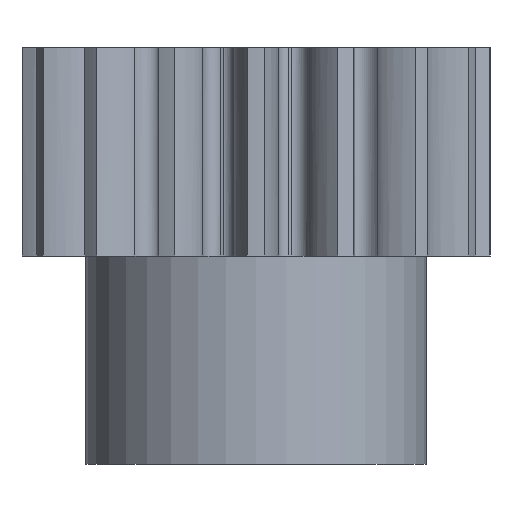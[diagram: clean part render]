
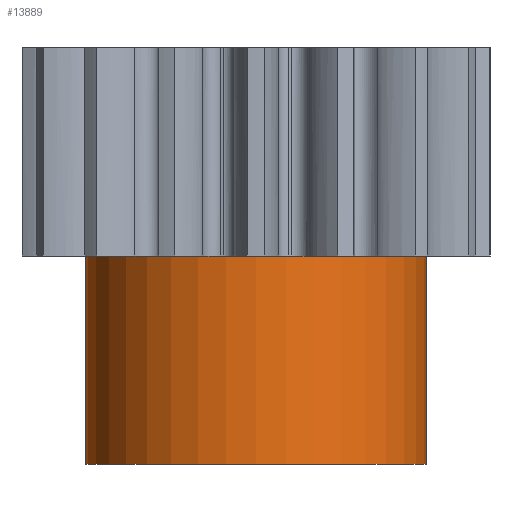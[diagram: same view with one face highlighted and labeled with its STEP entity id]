
A CAD part, front view. The second image highlights one B-rep face of the part: STEP entity #13889.
In plain terms, the highlighted cylindrical face has radius 5.199 mm (diameter 10.399 mm), a partial arc.
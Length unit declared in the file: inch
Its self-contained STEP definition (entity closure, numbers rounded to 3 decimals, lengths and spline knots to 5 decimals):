
#658 = DIRECTION ( 'NONE',  ( 0., 0., -1. ) ) ;
#685 = EDGE_CURVE ( 'NONE', #3434, #4637, #13295, .T. ) ;
#2038 = AXIS2_PLACEMENT_3D ( 'NONE', #9605, #658, #6089 ) ;
#2436 = CARTESIAN_POINT ( 'NONE',  ( -0.2047, 0., -0.25 ) ) ;
#3109 = DIRECTION ( 'NONE',  ( 0., 0., 1. ) ) ;
#3176 = LINE ( 'NONE', #13238, #11833 ) ;
#3434 = VERTEX_POINT ( 'NONE', #6626 ) ;
#3548 = EDGE_LOOP ( 'NONE', ( #9367, #6739, #14378, #14084 ) ) ;
#3600 = VERTEX_POINT ( 'NONE', #2436 ) ;
#3708 = CIRCLE ( 'NONE', #5609, 0.2047 ) ;
#4637 = VERTEX_POINT ( 'NONE', #9251 ) ;
#5609 = AXIS2_PLACEMENT_3D ( 'NONE', #7692, #7903, #14542 ) ;
#6089 = DIRECTION ( 'NONE',  ( 1., 0., 0. ) ) ;
#6292 = VERTEX_POINT ( 'NONE', #13998 ) ;
#6571 = EDGE_CURVE ( 'NONE', #4637, #6292, #11137, .T. ) ;
#6579 = DIRECTION ( 'NONE',  ( 0., 0., 1. ) ) ;
#6626 = CARTESIAN_POINT ( 'NONE',  ( 0.2047, 0., -0.25 ) ) ;
#6739 = ORIENTED_EDGE ( 'NONE', *, *, #10586, .F. ) ;
#7313 = AXIS2_PLACEMENT_3D ( 'NONE', #14214, #3109, #12285 ) ;
#7439 = FACE_OUTER_BOUND ( 'NONE', #3548, .T. ) ;
#7692 = CARTESIAN_POINT ( 'NONE',  ( 0., 0., -0.25 ) ) ;
#7903 = DIRECTION ( 'NONE',  ( 0., 0., -1. ) ) ;
#9251 = CARTESIAN_POINT ( 'NONE',  ( 0.2047, 0., 0. ) ) ;
#9367 = ORIENTED_EDGE ( 'NONE', *, *, #11870, .F. ) ;
#9605 = CARTESIAN_POINT ( 'NONE',  ( 0., 0., 0. ) ) ;
#10466 = VECTOR ( 'NONE', #6579, 39.37008 ) ;
#10586 = EDGE_CURVE ( 'NONE', #3434, #3600, #3708, .T. ) ;
#11137 = CIRCLE ( 'NONE', #2038, 0.2047 ) ;
#11833 = VECTOR ( 'NONE', #14641, 39.37008 ) ;
#11870 = EDGE_CURVE ( 'NONE', #3600, #6292, #3176, .T. ) ;
#11991 = CYLINDRICAL_SURFACE ( 'NONE', #7313, 0.2047 ) ;
#12257 = CARTESIAN_POINT ( 'NONE',  ( 0.2047, 0., -0.25 ) ) ;
#12285 = DIRECTION ( 'NONE',  ( 1., 0., 0. ) ) ;
#13238 = CARTESIAN_POINT ( 'NONE',  ( -0.2047, 0., -0.25 ) ) ;
#13295 = LINE ( 'NONE', #12257, #10466 ) ;
#13889 = ADVANCED_FACE ( 'NONE', ( #7439 ), #11991, .T. ) ;
#13998 = CARTESIAN_POINT ( 'NONE',  ( -0.2047, 0., 0. ) ) ;
#14084 = ORIENTED_EDGE ( 'NONE', *, *, #6571, .T. ) ;
#14214 = CARTESIAN_POINT ( 'NONE',  ( 0., 0., -0.25 ) ) ;
#14378 = ORIENTED_EDGE ( 'NONE', *, *, #685, .T. ) ;
#14542 = DIRECTION ( 'NONE',  ( 1., 0., 0. ) ) ;
#14641 = DIRECTION ( 'NONE',  ( 0., 0., 1. ) ) ;
